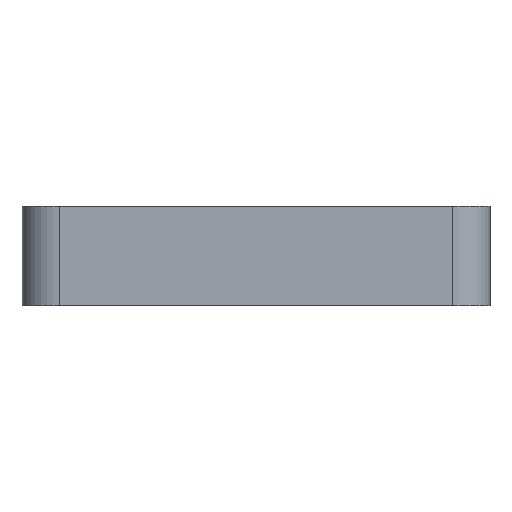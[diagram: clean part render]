
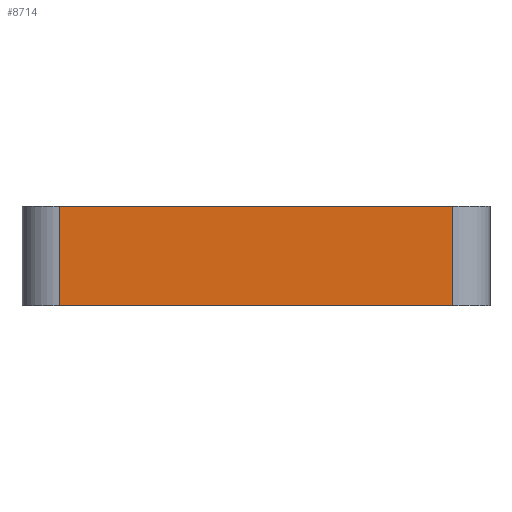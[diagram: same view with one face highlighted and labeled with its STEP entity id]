
A CAD part, left-side view. The second image highlights one B-rep face of the part: STEP entity #8714.
In plain terms, the highlighted planar face has unit normal (-1, 0, 0).
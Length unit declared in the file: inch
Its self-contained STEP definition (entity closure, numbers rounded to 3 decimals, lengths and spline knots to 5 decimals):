
#87 = ORIENTED_EDGE ( 'NONE', *, *, #265, .T. ) ;
#265 = EDGE_CURVE ( 'NONE', #8703, #7046, #3121, .T. ) ;
#360 = CARTESIAN_POINT ( 'NONE',  ( -0.98425, -0.82677, -0.20866 ) ) ;
#981 = LINE ( 'NONE', #1680, #5605 ) ;
#1204 = CARTESIAN_POINT ( 'NONE',  ( -0.98425, 0.82677, 0.20866 ) ) ;
#1279 = DIRECTION ( 'NONE',  ( 0., 1., 0. ) ) ;
#1642 = DIRECTION ( 'NONE',  ( 0., 0., -1. ) ) ;
#1680 = CARTESIAN_POINT ( 'NONE',  ( -0.98425, 0.82677, 0.20866 ) ) ;
#1889 = LINE ( 'NONE', #6767, #8179 ) ;
#2306 = VECTOR ( 'NONE', #4998, 39.37008 ) ;
#2665 = VECTOR ( 'NONE', #9146, 39.37008 ) ;
#3071 = EDGE_CURVE ( 'NONE', #5677, #8703, #981, .T. ) ;
#3121 = LINE ( 'NONE', #4568, #2665 ) ;
#3180 = VERTEX_POINT ( 'NONE', #8980 ) ;
#3252 = EDGE_CURVE ( 'NONE', #5677, #3180, #5866, .T. ) ;
#4568 = CARTESIAN_POINT ( 'NONE',  ( -0.98425, 0.82677, -0.20866 ) ) ;
#4622 = EDGE_CURVE ( 'NONE', #3180, #7046, #1889, .T. ) ;
#4998 = DIRECTION ( 'NONE',  ( 0., -1., 0. ) ) ;
#5091 = CARTESIAN_POINT ( 'NONE',  ( -0.98425, 0.82677, 0.20866 ) ) ;
#5497 = PLANE ( 'NONE',  #6523 ) ;
#5597 = EDGE_LOOP ( 'NONE', ( #6600, #6093, #8698, #87 ) ) ;
#5605 = VECTOR ( 'NONE', #1642, 39.37008 ) ;
#5677 = VERTEX_POINT ( 'NONE', #1204 ) ;
#5808 = CARTESIAN_POINT ( 'NONE',  ( -0.98425, 0.82677, -0.20866 ) ) ;
#5866 = LINE ( 'NONE', #5091, #2306 ) ;
#6093 = ORIENTED_EDGE ( 'NONE', *, *, #3252, .F. ) ;
#6116 = DIRECTION ( 'NONE',  ( 0., 0., -1. ) ) ;
#6523 = AXIS2_PLACEMENT_3D ( 'NONE', #8831, #8348, #1279 ) ;
#6600 = ORIENTED_EDGE ( 'NONE', *, *, #4622, .F. ) ;
#6767 = CARTESIAN_POINT ( 'NONE',  ( -0.98425, -0.82677, 0.20866 ) ) ;
#7046 = VERTEX_POINT ( 'NONE', #360 ) ;
#8179 = VECTOR ( 'NONE', #6116, 39.37008 ) ;
#8348 = DIRECTION ( 'NONE',  ( 1., 0., 0. ) ) ;
#8444 = FACE_OUTER_BOUND ( 'NONE', #5597, .T. ) ;
#8698 = ORIENTED_EDGE ( 'NONE', *, *, #3071, .T. ) ;
#8703 = VERTEX_POINT ( 'NONE', #5808 ) ;
#8714 = ADVANCED_FACE ( 'NONE', ( #8444 ), #5497, .F. ) ;
#8831 = CARTESIAN_POINT ( 'NONE',  ( -0.98425, 0.82677, 0.20866 ) ) ;
#8980 = CARTESIAN_POINT ( 'NONE',  ( -0.98425, -0.82677, 0.20866 ) ) ;
#9146 = DIRECTION ( 'NONE',  ( 0., -1., 0. ) ) ;
